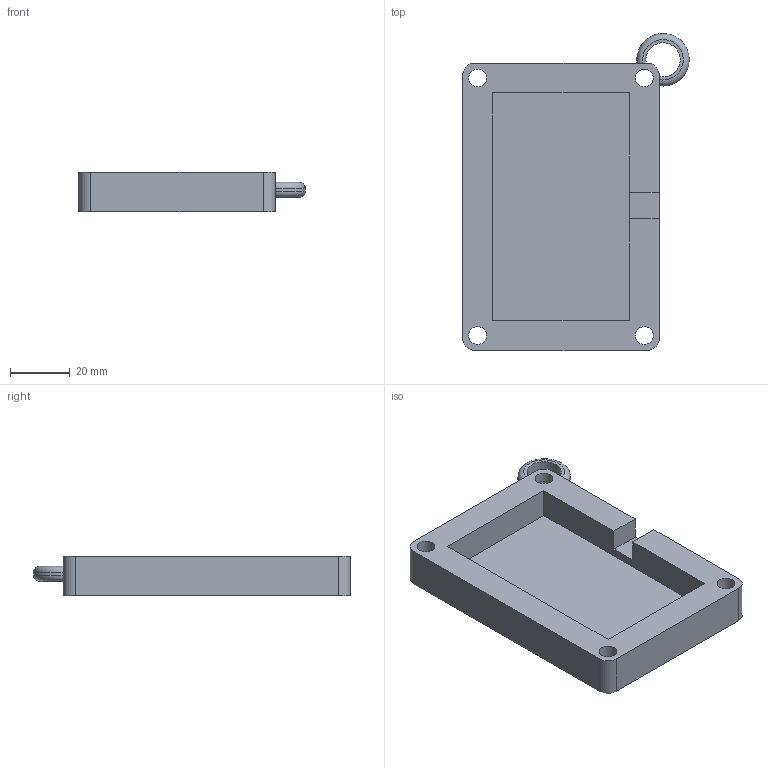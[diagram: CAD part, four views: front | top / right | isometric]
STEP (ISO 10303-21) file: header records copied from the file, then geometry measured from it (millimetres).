
FILE_DESCRIPTION(/* description */ ('STEP AP242','CAx-IF Rec.Pracs.---Representation and Presentation of Product Manufacturing Information (PMI)---4.0---2014-10-13','CAx-IF Rec.Pracs.---3D Tessellated Geometry---0.4---2014-09-14','2;1','CAx-IF Rec.Pracs.---User Defined Attributes---1.5---2016-08-15'),/* implementation_level */ '2;1');
FILE_NAME(/* name */ '691ce88aab2e66b0172598cc',/* time_stamp */ '2025-11-18T21:43:38Z',/* author */ (''),/* organization */ (''),/* preprocessor_version */ 'ST-DEVELOPER v20',/* originating_system */ 'ONSHAPE BY PTC INC, 1.206',/* authorisation */ ' ');
FILE_SCHEMA (('AP242_MANAGED_MODEL_BASED_3D_ENGINEERING_MIM_LF { 1 0 10303 442 1 1 4 }'));
Length unit declared in the file: metre
Products named in the file (1): HackpadBottom
Bounding box: 76.09 x 106.46 x 13.3 mm (x, y, z)
Volume: 46590.8 mm3; surface area: 20743.5 mm2
Topology: 1 solids, 1 shells, 29 faces, 85 edges, 58 vertices
Faces by surface type: plane 16, cylinder 11, torus 2
Full cylindrical faces by diameter (mm): 6 x4
Entity records: 982 total; most frequent: CARTESIAN_POINT 180, DIRECTION 158, ORIENTED_EDGE 156, EDGE_CURVE 78, VERTEX_POINT 56, AXIS2_PLACEMENT_3D 54, LINE 50, VECTOR 50
